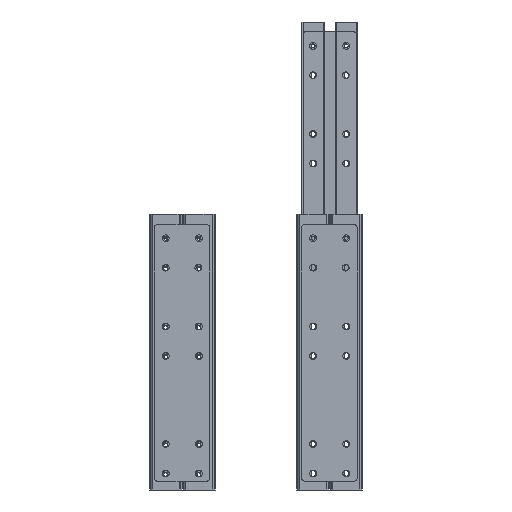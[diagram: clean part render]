
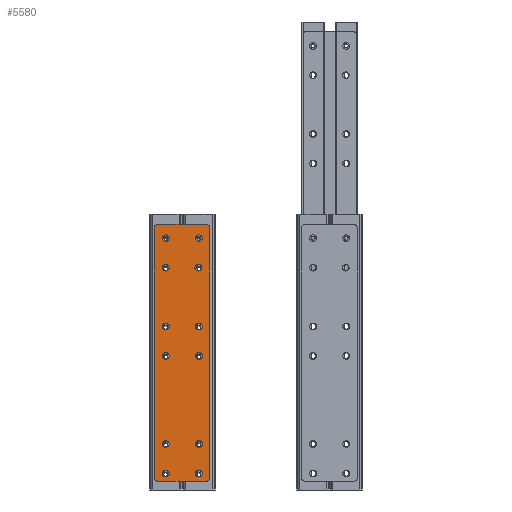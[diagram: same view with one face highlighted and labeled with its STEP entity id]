
A CAD part, left-side view. The second image highlights one B-rep face of the part: STEP entity #5580.
In plain terms, the highlighted face is planar.
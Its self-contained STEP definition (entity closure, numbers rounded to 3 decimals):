
#4890=CARTESIAN_POINT('',(243.0,11.9,0.0));
#4891=VERTEX_POINT('',#4890);
#4892=CARTESIAN_POINT('',(239.3,11.9,0.0));
#4893=DIRECTION('',(0.0,0.0,1.0));
#4894=DIRECTION('',(-1.0,0.0,0.0));
#4895=AXIS2_PLACEMENT_3D('',#4892,#4893,#4894);
#4896=CIRCLE('',#4895,3.7);
#4897=EDGE_CURVE('',#4891,#4891,#4896,.T.);
#4918=CARTESIAN_POINT('',(275.0,11.9,0.0));
#4919=VERTEX_POINT('',#4918);
#4920=CARTESIAN_POINT('',(271.3,11.9,0.0));
#4921=DIRECTION('',(0.0,0.0,1.0));
#4922=DIRECTION('',(-1.0,0.0,0.0));
#4923=AXIS2_PLACEMENT_3D('',#4920,#4921,#4922);
#4924=CIRCLE('',#4923,3.7);
#4925=EDGE_CURVE('',#4919,#4919,#4924,.T.);
#4946=CARTESIAN_POINT('',(275.0,48.,0.0));
#4947=VERTEX_POINT('',#4946);
#4948=CARTESIAN_POINT('',(271.3,48.,0.0));
#4949=DIRECTION('',(0.0,0.0,1.0));
#4950=DIRECTION('',(-1.0,0.0,0.0));
#4951=AXIS2_PLACEMENT_3D('',#4948,#4949,#4950);
#4952=CIRCLE('',#4951,3.7);
#4953=EDGE_CURVE('',#4947,#4947,#4952,.T.);
#4974=CARTESIAN_POINT('',(243.0,48.,0.0));
#4975=VERTEX_POINT('',#4974);
#4976=CARTESIAN_POINT('',(239.3,48.,0.0));
#4977=DIRECTION('',(0.0,0.0,1.0));
#4978=DIRECTION('',(-1.0,0.0,0.0));
#4979=AXIS2_PLACEMENT_3D('',#4976,#4977,#4978);
#4980=CIRCLE('',#4979,3.7);
#4981=EDGE_CURVE('',#4975,#4975,#4980,.T.);
#5002=CARTESIAN_POINT('',(115.0,11.9,0.0));
#5003=VERTEX_POINT('',#5002);
#5004=CARTESIAN_POINT('',(111.3,11.9,0.0));
#5005=DIRECTION('',(0.0,0.0,1.0));
#5006=DIRECTION('',(-1.0,0.0,0.0));
#5007=AXIS2_PLACEMENT_3D('',#5004,#5005,#5006);
#5008=CIRCLE('',#5007,3.7);
#5009=EDGE_CURVE('',#5003,#5003,#5008,.T.);
#5030=CARTESIAN_POINT('',(147.,11.9,0.0));
#5031=VERTEX_POINT('',#5030);
#5032=CARTESIAN_POINT('',(143.3,11.9,0.0));
#5033=DIRECTION('',(0.0,0.0,1.0));
#5034=DIRECTION('',(-1.0,0.0,0.0));
#5035=AXIS2_PLACEMENT_3D('',#5032,#5033,#5034);
#5036=CIRCLE('',#5035,3.7);
#5037=EDGE_CURVE('',#5031,#5031,#5036,.T.);
#5058=CARTESIAN_POINT('',(147.0,48.,0.0));
#5059=VERTEX_POINT('',#5058);
#5060=CARTESIAN_POINT('',(143.3,48.,0.0));
#5061=DIRECTION('',(0.0,0.0,1.0));
#5062=DIRECTION('',(-1.0,0.0,0.0));
#5063=AXIS2_PLACEMENT_3D('',#5060,#5061,#5062);
#5064=CIRCLE('',#5063,3.7);
#5065=EDGE_CURVE('',#5059,#5059,#5064,.T.);
#5086=CARTESIAN_POINT('',(115.0,48.,0.0));
#5087=VERTEX_POINT('',#5086);
#5088=CARTESIAN_POINT('',(111.3,48.,0.0));
#5089=DIRECTION('',(0.0,0.0,1.0));
#5090=DIRECTION('',(-1.0,0.0,0.0));
#5091=AXIS2_PLACEMENT_3D('',#5088,#5089,#5090);
#5092=CIRCLE('',#5091,3.7);
#5093=EDGE_CURVE('',#5087,#5087,#5092,.T.);
#5114=CARTESIAN_POINT('',(51.,12.5,0.0));
#5115=VERTEX_POINT('',#5114);
#5116=CARTESIAN_POINT('',(47.3,12.5,0.0));
#5117=DIRECTION('',(0.0,0.0,1.0));
#5118=DIRECTION('',(-1.0,0.0,0.0));
#5119=AXIS2_PLACEMENT_3D('',#5116,#5117,#5118);
#5120=CIRCLE('',#5119,3.7);
#5121=EDGE_CURVE('',#5115,#5115,#5120,.T.);
#5142=CARTESIAN_POINT('',(51.,48.,0.0));
#5143=VERTEX_POINT('',#5142);
#5144=CARTESIAN_POINT('',(47.3,48.,0.0));
#5145=DIRECTION('',(0.0,0.0,1.0));
#5146=DIRECTION('',(-1.0,0.0,0.0));
#5147=AXIS2_PLACEMENT_3D('',#5144,#5145,#5146);
#5148=CIRCLE('',#5147,3.7);
#5149=EDGE_CURVE('',#5143,#5143,#5148,.T.);
#5170=CARTESIAN_POINT('',(19.,11.9,0.0));
#5171=VERTEX_POINT('',#5170);
#5172=CARTESIAN_POINT('',(15.3,11.9,0.0));
#5173=DIRECTION('',(0.0,0.0,1.0));
#5174=DIRECTION('',(-1.0,0.0,0.0));
#5175=AXIS2_PLACEMENT_3D('',#5172,#5173,#5174);
#5176=CIRCLE('',#5175,3.7);
#5177=EDGE_CURVE('',#5171,#5171,#5176,.T.);
#5198=CARTESIAN_POINT('',(19.,48.,0.0));
#5199=VERTEX_POINT('',#5198);
#5200=CARTESIAN_POINT('',(15.3,48.,0.0));
#5201=DIRECTION('',(0.0,0.0,1.0));
#5202=DIRECTION('',(-1.0,0.0,0.0));
#5203=AXIS2_PLACEMENT_3D('',#5200,#5201,#5202);
#5204=CIRCLE('',#5203,3.7);
#5205=EDGE_CURVE('',#5199,#5199,#5204,.T.);
#5237=CARTESIAN_POINT('',(280.,56.5,0.0));
#5238=VERTEX_POINT('',#5237);
#5245=CARTESIAN_POINT('',(276.0,60.5,0.0));
#5246=VERTEX_POINT('',#5245);
#5247=CARTESIAN_POINT('',(276.0,56.5,0.0));
#5248=DIRECTION('',(0.0,0.0,-1.0));
#5249=DIRECTION('',(-1.0,0.0,0.0));
#5250=AXIS2_PLACEMENT_3D('',#5247,#5248,#5249);
#5251=CIRCLE('',#5250,4.);
#5252=EDGE_CURVE('',#5246,#5238,#5251,.T.);
#5276=CARTESIAN_POINT('',(280.,4.0,0.0));
#5277=VERTEX_POINT('',#5276);
#5284=CARTESIAN_POINT('',(280.,56.5,0.0));
#5285=DIRECTION('',(0.0,-1.0,0.0));
#5286=VECTOR('',#5285,52.5);
#5287=LINE('',#5284,#5286);
#5288=EDGE_CURVE('',#5238,#5277,#5287,.T.);
#5308=CARTESIAN_POINT('',(276.0,0.0,0.0));
#5309=VERTEX_POINT('',#5308);
#5316=CARTESIAN_POINT('',(276.0,4.,0.0));
#5317=DIRECTION('',(0.0,0.0,-1.0));
#5318=DIRECTION('',(0.0,1.0,0.0));
#5319=AXIS2_PLACEMENT_3D('',#5316,#5317,#5318);
#5320=CIRCLE('',#5319,4.);
#5321=EDGE_CURVE('',#5277,#5309,#5320,.T.);
#5340=CARTESIAN_POINT('',(4.,0.,0.0));
#5341=VERTEX_POINT('',#5340);
#5348=CARTESIAN_POINT('',(276.0,0.0,0.0));
#5349=DIRECTION('',(-1.0,0.0,0.0));
#5350=VECTOR('',#5349,272.0);
#5351=LINE('',#5348,#5350);
#5352=EDGE_CURVE('',#5309,#5341,#5351,.T.);
#5372=CARTESIAN_POINT('',(0.,4.,0.0));
#5373=VERTEX_POINT('',#5372);
#5380=CARTESIAN_POINT('',(4.,4.,0.0));
#5381=DIRECTION('',(0.0,0.0,-1.0));
#5382=DIRECTION('',(1.0,0.0,0.0));
#5383=AXIS2_PLACEMENT_3D('',#5380,#5381,#5382);
#5384=CIRCLE('',#5383,4.);
#5385=EDGE_CURVE('',#5341,#5373,#5384,.T.);
#5404=CARTESIAN_POINT('',(0.,56.5,0.0));
#5405=VERTEX_POINT('',#5404);
#5412=CARTESIAN_POINT('',(0.,4.,0.0));
#5413=DIRECTION('',(0.0,1.0,0.0));
#5414=VECTOR('',#5413,52.5);
#5415=LINE('',#5412,#5414);
#5416=EDGE_CURVE('',#5373,#5405,#5415,.T.);
#5436=CARTESIAN_POINT('',(4.,60.5,0.0));
#5437=VERTEX_POINT('',#5436);
#5444=CARTESIAN_POINT('',(4.,56.5,0.0));
#5445=DIRECTION('',(0.0,0.0,-1.0));
#5446=DIRECTION('',(0.0,-1.0,0.0));
#5447=AXIS2_PLACEMENT_3D('',#5444,#5445,#5446);
#5448=CIRCLE('',#5447,4.0);
#5449=EDGE_CURVE('',#5405,#5437,#5448,.T.);
#5467=CARTESIAN_POINT('',(4.,60.5,0.0));
#5468=DIRECTION('',(1.0,0.0,0.0));
#5469=VECTOR('',#5468,272.0);
#5470=LINE('',#5467,#5469);
#5471=EDGE_CURVE('',#5437,#5246,#5470,.T.);
#5529=CARTESIAN_POINT('',(140.,30.25,0.0));
#5530=DIRECTION('',(0.0,0.0,1.0));
#5531=DIRECTION('',(1.0,0.0,0.0));
#5532=AXIS2_PLACEMENT_3D('',#5529,#5530,#5531);
#5533=PLANE('',#5532);
#5534=ORIENTED_EDGE('',*,*,#5471,.T.);
#5535=ORIENTED_EDGE('',*,*,#5252,.T.);
#5536=ORIENTED_EDGE('',*,*,#5288,.T.);
#5537=ORIENTED_EDGE('',*,*,#5321,.T.);
#5538=ORIENTED_EDGE('',*,*,#5352,.T.);
#5539=ORIENTED_EDGE('',*,*,#5385,.T.);
#5540=ORIENTED_EDGE('',*,*,#5416,.T.);
#5541=ORIENTED_EDGE('',*,*,#5449,.T.);
#5542=EDGE_LOOP('',(#5534,#5535,#5536,#5537,#5538,#5539,#5540,#5541));
#5543=FACE_OUTER_BOUND('',#5542,.T.);
#5544=ORIENTED_EDGE('',*,*,#4897,.T.);
#5545=EDGE_LOOP('',(#5544));
#5546=FACE_BOUND('',#5545,.T.);
#5547=ORIENTED_EDGE('',*,*,#4925,.T.);
#5548=EDGE_LOOP('',(#5547));
#5549=FACE_BOUND('',#5548,.T.);
#5550=ORIENTED_EDGE('',*,*,#4953,.T.);
#5551=EDGE_LOOP('',(#5550));
#5552=FACE_BOUND('',#5551,.T.);
#5553=ORIENTED_EDGE('',*,*,#4981,.T.);
#5554=EDGE_LOOP('',(#5553));
#5555=FACE_BOUND('',#5554,.T.);
#5556=ORIENTED_EDGE('',*,*,#5009,.T.);
#5557=EDGE_LOOP('',(#5556));
#5558=FACE_BOUND('',#5557,.T.);
#5559=ORIENTED_EDGE('',*,*,#5037,.T.);
#5560=EDGE_LOOP('',(#5559));
#5561=FACE_BOUND('',#5560,.T.);
#5562=ORIENTED_EDGE('',*,*,#5065,.T.);
#5563=EDGE_LOOP('',(#5562));
#5564=FACE_BOUND('',#5563,.T.);
#5565=ORIENTED_EDGE('',*,*,#5093,.T.);
#5566=EDGE_LOOP('',(#5565));
#5567=FACE_BOUND('',#5566,.T.);
#5568=ORIENTED_EDGE('',*,*,#5121,.T.);
#5569=EDGE_LOOP('',(#5568));
#5570=FACE_BOUND('',#5569,.T.);
#5571=ORIENTED_EDGE('',*,*,#5149,.T.);
#5572=EDGE_LOOP('',(#5571));
#5573=FACE_BOUND('',#5572,.T.);
#5574=ORIENTED_EDGE('',*,*,#5177,.T.);
#5575=EDGE_LOOP('',(#5574));
#5576=FACE_BOUND('',#5575,.T.);
#5577=ORIENTED_EDGE('',*,*,#5205,.T.);
#5578=EDGE_LOOP('',(#5577));
#5579=FACE_BOUND('',#5578,.T.);
#5580=ADVANCED_FACE('',(#5543,#5546,#5549,#5552,#5555,#5558,#5561,#5564,#5567,#5570,#5573,#5576,#5579),#5533,.F.);
